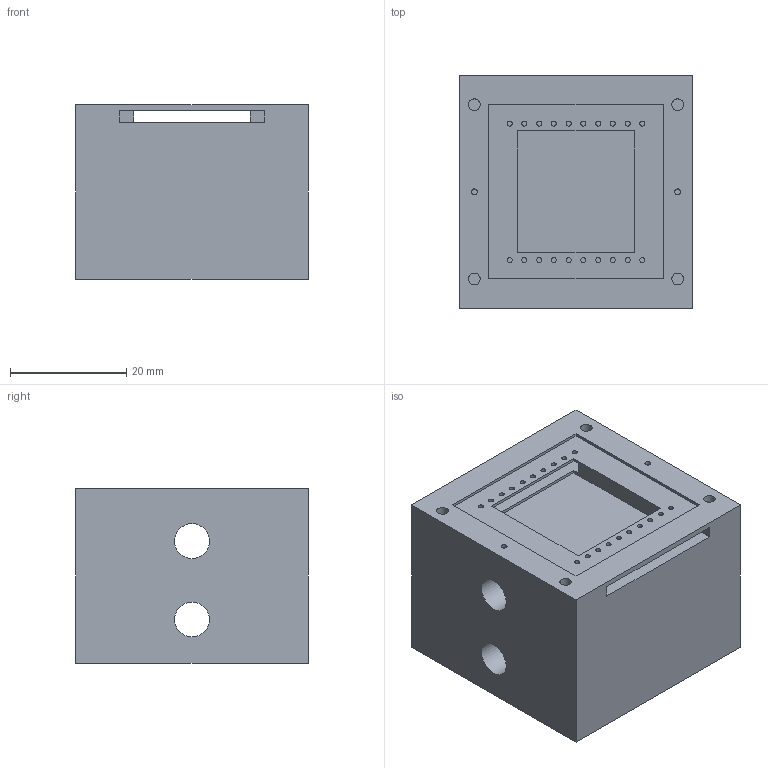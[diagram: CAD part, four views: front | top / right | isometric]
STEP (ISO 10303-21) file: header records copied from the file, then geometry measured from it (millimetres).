
FILE_DESCRIPTION(('FreeCAD Model'),'2;1');
FILE_NAME('Substrate Holder final.step', '2021-02-15T10:00:30',('Author'),(''), 'Open CASCADE STEP processor 7.3','FreeCAD','Unknown');
FILE_SCHEMA(('AUTOMOTIVE_DESIGN { 1 0 10303 214 1 1 1 1 }'));
Length unit declared in the file: millimetre
Products named in the file (1): difference031
Bounding box: 40 x 40 x 30 mm (x, y, z)
Volume: 43016.8 mm3; surface area: 10669.1 mm2
Topology: 1 solids, 1 shells, 64 faces, 168 edges, 112 vertices
Faces by surface type: plane 36, cylinder 28
Full cylindrical faces by diameter (mm): 0.864 x20, 1 x2, 2 x4, 6 x2
Entity records: 4664 total; most frequent: CARTESIAN_POINT 745, DIRECTION 626, ORIENTED_EDGE 336, PCURVE 336, DEFINITIONAL_REPRESENTATION 336, LINE 328, VECTOR 328, EDGE_CURVE 168
